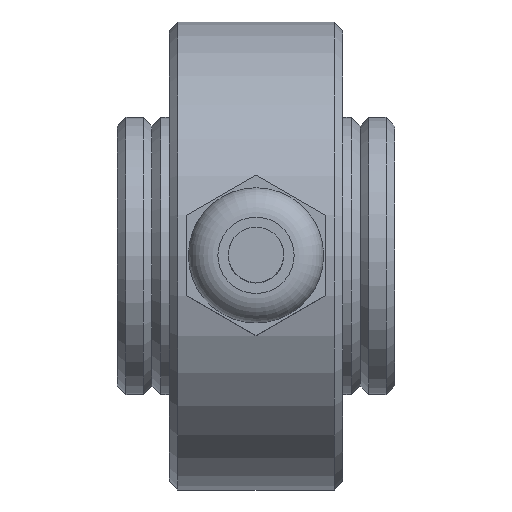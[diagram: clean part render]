
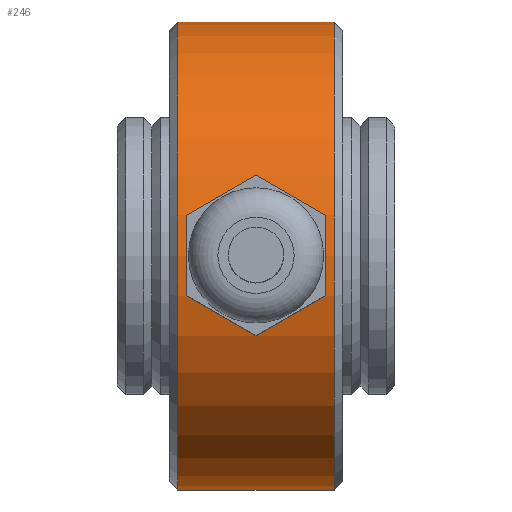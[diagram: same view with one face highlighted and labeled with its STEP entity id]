
A CAD part, top view. The second image highlights one B-rep face of the part: STEP entity #246.
In plain terms, the highlighted cylindrical face has radius 13.5 mm (diameter 27 mm), a full revolution.
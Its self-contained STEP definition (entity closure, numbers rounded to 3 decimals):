
#246 = ADVANCED_FACE( '', ( #466, #467 ), #468, .T. );
#466 = FACE_OUTER_BOUND( '', #663, .T. );
#467 = FACE_OUTER_BOUND( '', #664, .T. );
#468 = CYLINDRICAL_SURFACE( '', #665, 13.5 );
#663 = EDGE_LOOP( '', ( #982 ) );
#664 = EDGE_LOOP( '', ( #983 ) );
#665 = AXIS2_PLACEMENT_3D( '', #984, #985, #986 );
#982 = ORIENTED_EDGE( '', *, *, #1104, .T. );
#983 = ORIENTED_EDGE( '', *, *, #1119, .T. );
#984 = CARTESIAN_POINT( '', ( -60., 0., 0. ) );
#985 = DIRECTION( '', ( 1., 0., 0. ) );
#986 = DIRECTION( '', ( 0., 0., 1. ) );
#1104 = EDGE_CURVE( '', #1269, #1269, #1270, .T. );
#1119 = EDGE_CURVE( '', #1291, #1291, #1292, .F. );
#1269 = VERTEX_POINT( '', #1473 );
#1270 = CIRCLE( '', #1474, 13.5 );
#1291 = VERTEX_POINT( '', #1502 );
#1292 = CIRCLE( '', #1503, 13.5 );
#1473 = CARTESIAN_POINT( '', ( 10.5, 0., 13.5 ) );
#1474 = AXIS2_PLACEMENT_3D( '', #1640, #1641, #1642 );
#1502 = CARTESIAN_POINT( '', ( 1.5, 0., 13.5 ) );
#1503 = AXIS2_PLACEMENT_3D( '', #1656, #1657, #1658 );
#1640 = CARTESIAN_POINT( '', ( 10.5, 0., 0. ) );
#1641 = DIRECTION( '', ( -1., 0., 0. ) );
#1642 = DIRECTION( '', ( 0., 0., 1. ) );
#1656 = CARTESIAN_POINT( '', ( 1.5, 0., 0. ) );
#1657 = DIRECTION( '', ( -1., 0., 0. ) );
#1658 = DIRECTION( '', ( 0., 0., 1. ) );
